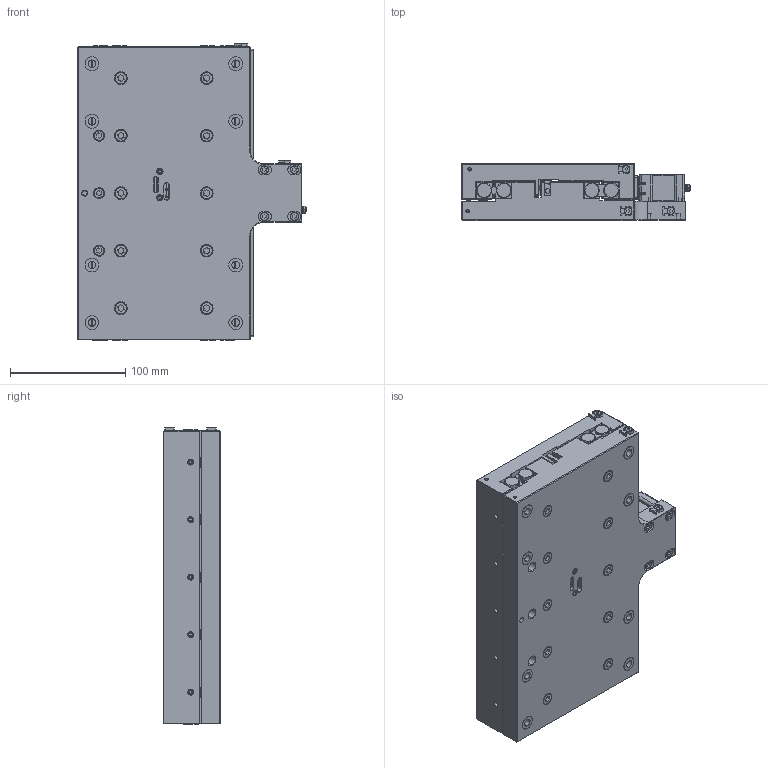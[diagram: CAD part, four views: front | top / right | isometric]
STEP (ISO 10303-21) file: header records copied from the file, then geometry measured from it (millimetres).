
FILE_DESCRIPTION (( 'STEP AP214' ), '1' );
FILE_NAME ('FBS150200-10008.STEP', '2020-05-07T06:17:42', ( 'IL01OD77172' ), ( 'Johnson Electric International AG' ), 'SwSTEP 2.0', 'SolidWorks 2015', '' );
FILE_SCHEMA (( 'AUTOMOTIVE_DESIGN' ));
Length unit declared in the file: millimetre
Products named in the file (28): SM-Set-DIN9136_SM04SS08; EA000412; CROSS_ROLLER_FB_SY000440; TONIC-HEAD_SY000086; F15014S202-00_F15014S202-00; WASM-RIBBED_WASM2501; WASM-RIBBED_WASM0403; SM-SC-DIN9121_SM25SC20; SM-SC-DIN9121_SM05SC20; WASM-RIBBED_WASM0402; SM-SC-DIN9121_SM04SC16; SY000082-cage_SY000440; CSB175S20W-00_CSB250S20W-00; WASM-RIBBED_WASM0501; SY000082-Rail_SY000440; F15014S201-00_F15014S201-00; HR-LS8-MOTOR_HR8-1-S-3; FBS150200-10008; S768130103-00_S768130103-00; SM-FS-DIN7991_SM03FS05; SY000145; LOCK130002-02_LOCK130003-02; SY000138_SY000138-200; Interpolator_SY000153; SM-SC-DIN9121_SM06SC20; SY000144; EA00-DIN915_EA000413; SY000089
Assembly tree (82 placements, depth 3):
  FBS150200-10008
    CSB175S20W-00_CSB250S20W-00
    HR-LS8-MOTOR_HR8-1-S-3
    TONIC-HEAD_SY000086
    F15014S201-00_F15014S201-00
    F15014S202-00_F15014S202-00
    SM-SC-DIN9121_SM04SC16  x4
    WASM-RIBBED_WASM0402  x4
    SM-SC-DIN9121_SM05SC20  x10
    SM-SC-DIN9121_SM06SC20  x10
    WASM-RIBBED_WASM0403  x5
    WASM-RIBBED_WASM0501  x15
    SM-SC-DIN9121_SM25SC20  x2
    WASM-RIBBED_WASM2501  x2
    CROSS_ROLLER_FB_SY000440  x2
      SY000082-Rail_SY000440
      SY000082-cage_SY000440
    EA000412  x3
    SM-Set-DIN9136_SM04SS08  x5
    EA00-DIN915_EA000413
    SY000144
    SY000145
    SY000138_SY000138-200
    SY000089
    LOCK130002-02_LOCK130003-02
    SM-FS-DIN7991_SM03FS05  x5
    S768130103-00_S768130103-00
  Interpolator_SY000153
Bounding box: 198.98 x 50 x 258 mm (x, y, z)
Volume: 1602342.9 mm3; surface area: 387657.4 mm2
Topology: 93 solids, 93 shells, 4332 faces, 10656 edges, 6633 vertices
Faces by surface type: plane 1989, cylinder 1285, cone 678, bspline 296, torus 84
Entity records: 123649 total; most frequent: CARTESIAN_POINT 33588, ORIENTED_EDGE 15348, DIRECTION 14242, EDGE_CURVE 7674, LINE 4992, VECTOR 4992, VERTEX_POINT 4921, AXIS2_PLACEMENT_3D 4625
